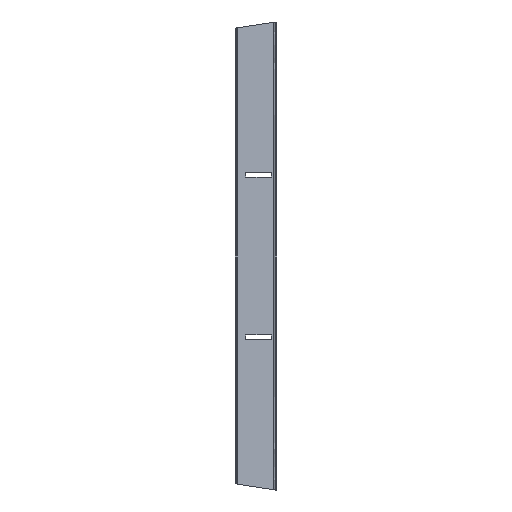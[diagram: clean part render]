
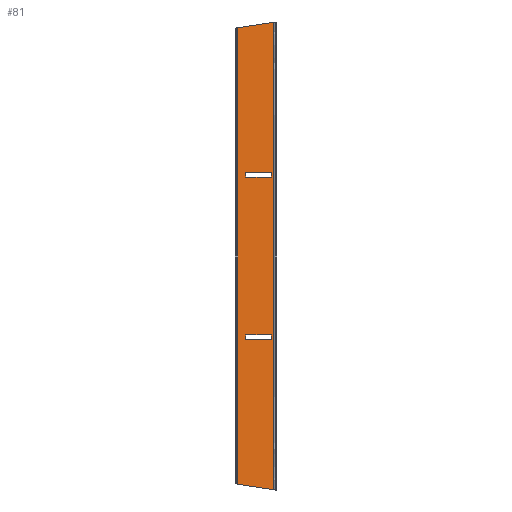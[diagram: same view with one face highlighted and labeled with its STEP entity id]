
A CAD part, left-side view. The second image highlights one B-rep face of the part: STEP entity #81.
In plain terms, the highlighted free-form (B-spline) face has degree [1, 1] with [2, 2] control points.
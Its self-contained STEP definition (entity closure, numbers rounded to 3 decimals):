
#11 = VERTEX_POINT ( 'NONE', #1246 ) ;
#15 = CARTESIAN_POINT ( 'NONE',  ( 310918.525, -56860.972, 1390. ) ) ;
#18 = EDGE_CURVE ( 'NONE', #654, #283, #340, .T. ) ;
#75 = CARTESIAN_POINT ( 'NONE',  ( 310920.089, -56870.849, 1997.994 ) ) ;
#81 = ADVANCED_FACE ( 'NONE', ( #870, #1068, #880 ), #511, .F. ) ;
#83 = EDGE_CURVE ( 'NONE', #11, #1056, #1009, .T. ) ;
#93 = CARTESIAN_POINT ( 'NONE',  ( 310918.525, -56860.972, 710. ) ) ;
#95 = CARTESIAN_POINT ( 'NONE',  ( 310896.965, -56724.849, 124.889 ) ) ;
#108 = CARTESIAN_POINT ( 'NONE',  ( 310896.965, -56724.849, 1975.111 ) ) ;
#116 = CARTESIAN_POINT ( 'NONE',  ( 310902.099, -56757.265, 1390. ) ) ;
#117 = VERTEX_POINT ( 'NONE', #457 ) ;
#125 = B_SPLINE_CURVE_WITH_KNOTS ( 'NONE', 1,
 ( #116, #1064 ),
 .UNSPECIFIED., .F., .F.,
 ( 2, 2 ),
 ( 0., 1. ),
 .UNSPECIFIED. ) ;
#150 = EDGE_CURVE ( 'NONE', #1099, #287, #382, .T. ) ;
#152 = CARTESIAN_POINT ( 'NONE',  ( 310902.099, -56757.265, 1390. ) ) ;
#165 = CARTESIAN_POINT ( 'NONE',  ( 310918.525, -56860.972, 730. ) ) ;
#181 = CARTESIAN_POINT ( 'NONE',  ( 310896.965, -56724.849, 124.889 ) ) ;
#186 = ORIENTED_EDGE ( 'NONE', *, *, #943, .F. ) ;
#214 = CARTESIAN_POINT ( 'NONE',  ( 310896.965, -56724.849, 1975.111 ) ) ;
#224 = ORIENTED_EDGE ( 'NONE', *, *, #638, .F. ) ;
#227 = EDGE_LOOP ( 'NONE', ( #294, #558, #1063, #186 ) ) ;
#231 = VERTEX_POINT ( 'NONE', #1087 ) ;
#232 = CARTESIAN_POINT ( 'NONE',  ( 310920.089, -56870.849, 1997.994 ) ) ;
#246 = ORIENTED_EDGE ( 'NONE', *, *, #18, .F. ) ;
#250 = CARTESIAN_POINT ( 'NONE',  ( 310907.574, -56791.834, 730. ) ) ;
#260 = CARTESIAN_POINT ( 'NONE',  ( 310920.089, -56870.849, 1997.994 ) ) ;
#283 = VERTEX_POINT ( 'NONE', #95 ) ;
#287 = VERTEX_POINT ( 'NONE', #516 ) ;
#294 = ORIENTED_EDGE ( 'NONE', *, *, #778, .F. ) ;
#302 = B_SPLINE_CURVE_WITH_KNOTS ( 'NONE', 1,
 ( #181, #108 ),
 .UNSPECIFIED., .F., .F.,
 ( 2, 2 ),
 ( -1., 0. ),
 .UNSPECIFIED. ) ;
#321 = CARTESIAN_POINT ( 'NONE',  ( 310918.525, -56860.972, 1370. ) ) ;
#340 = B_SPLINE_CURVE_WITH_KNOTS ( 'NONE', 1,
 ( #1039, #544 ),
 .UNSPECIFIED., .F., .F.,
 ( 2, 2 ),
 ( 0., 1. ),
 .UNSPECIFIED. ) ;
#367 = CARTESIAN_POINT ( 'NONE',  ( 310896.965, -56724.849, 102.006 ) ) ;
#377 = ORIENTED_EDGE ( 'NONE', *, *, #1055, .F. ) ;
#382 = B_SPLINE_CURVE_WITH_KNOTS ( 'NONE', 3,
 ( #677, #477, #1074, #857 ),
 .UNSPECIFIED., .F., .F.,
 ( 4, 4 ),
 ( 0., 1. ),
 .UNSPECIFIED. ) ;
#423 = EDGE_CURVE ( 'NONE', #1030, #541, #519, .T. ) ;
#451 = CARTESIAN_POINT ( 'NONE',  ( 310902.099, -56757.265, 730. ) ) ;
#457 = CARTESIAN_POINT ( 'NONE',  ( 310902.099, -56757.265, 1370. ) ) ;
#464 = CARTESIAN_POINT ( 'NONE',  ( 310918.525, -56860.972, 1370. ) ) ;
#475 = CARTESIAN_POINT ( 'NONE',  ( 310918.525, -56860.972, 1370. ) ) ;
#477 = CARTESIAN_POINT ( 'NONE',  ( 310907.574, -56791.834, 710. ) ) ;
#500 = B_SPLINE_CURVE_WITH_KNOTS ( 'NONE', 3,
 ( #981, #890, #1306, #152 ),
 .UNSPECIFIED., .F., .F.,
 ( 4, 4 ),
 ( 0., 1. ),
 .UNSPECIFIED. ) ;
#511 = B_SPLINE_SURFACE_WITH_KNOTS ( 'NONE', 1, 1, ( 
 ( #590, #260 ),
 ( #367, #571 ) ),
 .UNSPECIFIED., .F., .F., .F.,
 ( 2, 2 ),
 ( 2, 2 ),
 ( 0., 1. ),
 ( 0., 1. ),
 .UNSPECIFIED. ) ;
#516 = CARTESIAN_POINT ( 'NONE',  ( 310918.525, -56860.972, 710. ) ) ;
#519 = B_SPLINE_CURVE_WITH_KNOTS ( 'NONE', 1,
 ( #214, #75 ),
 .UNSPECIFIED., .F., .F.,
 ( 2, 2 ),
 ( 0., 1. ),
 .UNSPECIFIED. ) ;
#532 = CARTESIAN_POINT ( 'NONE',  ( 310902.099, -56757.265, 710. ) ) ;
#540 = EDGE_CURVE ( 'NONE', #1056, #1099, #1239, .T. ) ;
#541 = VERTEX_POINT ( 'NONE', #560 ) ;
#544 = CARTESIAN_POINT ( 'NONE',  ( 310896.965, -56724.849, 124.889 ) ) ;
#558 = ORIENTED_EDGE ( 'NONE', *, *, #765, .F. ) ;
#560 = CARTESIAN_POINT ( 'NONE',  ( 310920.089, -56870.849, 1997.994 ) ) ;
#571 = CARTESIAN_POINT ( 'NONE',  ( 310896.965, -56724.849, 1997.994 ) ) ;
#590 = CARTESIAN_POINT ( 'NONE',  ( 310920.089, -56870.849, 102.006 ) ) ;
#601 = VERTEX_POINT ( 'NONE', #464 ) ;
#618 = EDGE_LOOP ( 'NONE', ( #224, #1253, #1255, #1148 ) ) ;
#638 = EDGE_CURVE ( 'NONE', #287, #11, #782, .T. ) ;
#644 = CARTESIAN_POINT ( 'NONE',  ( 310920.089, -56870.849, 102.006 ) ) ;
#649 = CARTESIAN_POINT ( 'NONE',  ( 310896.965, -56724.849, 1975.111 ) ) ;
#654 = VERTEX_POINT ( 'NONE', #1018 ) ;
#664 = EDGE_CURVE ( 'NONE', #283, #1030, #302, .T. ) ;
#677 = CARTESIAN_POINT ( 'NONE',  ( 310902.099, -56757.265, 710. ) ) ;
#700 = CARTESIAN_POINT ( 'NONE',  ( 310918.525, -56860.972, 730. ) ) ;
#713 = ORIENTED_EDGE ( 'NONE', *, *, #423, .F. ) ;
#738 = ORIENTED_EDGE ( 'NONE', *, *, #664, .F. ) ;
#755 = CARTESIAN_POINT ( 'NONE',  ( 310902.099, -56757.265, 710. ) ) ;
#765 = EDGE_CURVE ( 'NONE', #601, #1157, #1044, .T. ) ;
#778 = EDGE_CURVE ( 'NONE', #1157, #231, #500, .T. ) ;
#782 = B_SPLINE_CURVE_WITH_KNOTS ( 'NONE', 1,
 ( #93, #700 ),
 .UNSPECIFIED., .F., .F.,
 ( 2, 2 ),
 ( 0., 1. ),
 .UNSPECIFIED. ) ;
#829 = CARTESIAN_POINT ( 'NONE',  ( 310902.099, -56757.265, 1370. ) ) ;
#857 = CARTESIAN_POINT ( 'NONE',  ( 310918.525, -56860.972, 710. ) ) ;
#864 = CARTESIAN_POINT ( 'NONE',  ( 310902.099, -56757.265, 730. ) ) ;
#870 = FACE_BOUND ( 'NONE', #227, .T. ) ;
#880 = FACE_OUTER_BOUND ( 'NONE', #1002, .T. ) ;
#888 = EDGE_CURVE ( 'NONE', #117, #601, #1272, .T. ) ;
#890 = CARTESIAN_POINT ( 'NONE',  ( 310913.05, -56826.403, 1390. ) ) ;
#943 = EDGE_CURVE ( 'NONE', #231, #117, #125, .T. ) ;
#981 = CARTESIAN_POINT ( 'NONE',  ( 310918.525, -56860.972, 1390. ) ) ;
#983 = CARTESIAN_POINT ( 'NONE',  ( 310913.05, -56826.403, 730. ) ) ;
#997 = CARTESIAN_POINT ( 'NONE',  ( 310918.525, -56860.972, 1390. ) ) ;
#1002 = EDGE_LOOP ( 'NONE', ( #377, #713, #738, #246 ) ) ;
#1009 = B_SPLINE_CURVE_WITH_KNOTS ( 'NONE', 3,
 ( #165, #983, #250, #864 ),
 .UNSPECIFIED., .F., .F.,
 ( 4, 4 ),
 ( 0., 1. ),
 .UNSPECIFIED. ) ;
#1011 = CARTESIAN_POINT ( 'NONE',  ( 310907.574, -56791.834, 1370. ) ) ;
#1018 = CARTESIAN_POINT ( 'NONE',  ( 310920.089, -56870.849, 102.006 ) ) ;
#1030 = VERTEX_POINT ( 'NONE', #649 ) ;
#1039 = CARTESIAN_POINT ( 'NONE',  ( 310920.089, -56870.849, 102.006 ) ) ;
#1044 = B_SPLINE_CURVE_WITH_KNOTS ( 'NONE', 1,
 ( #475, #997 ),
 .UNSPECIFIED., .F., .F.,
 ( 2, 2 ),
 ( 0., 1. ),
 .UNSPECIFIED. ) ;
#1053 = CARTESIAN_POINT ( 'NONE',  ( 310902.099, -56757.265, 730. ) ) ;
#1055 = EDGE_CURVE ( 'NONE', #541, #654, #1156, .T. ) ;
#1056 = VERTEX_POINT ( 'NONE', #1053 ) ;
#1063 = ORIENTED_EDGE ( 'NONE', *, *, #888, .F. ) ;
#1064 = CARTESIAN_POINT ( 'NONE',  ( 310902.099, -56757.265, 1370. ) ) ;
#1068 = FACE_BOUND ( 'NONE', #618, .T. ) ;
#1074 = CARTESIAN_POINT ( 'NONE',  ( 310913.05, -56826.403, 710. ) ) ;
#1087 = CARTESIAN_POINT ( 'NONE',  ( 310902.099, -56757.265, 1390. ) ) ;
#1099 = VERTEX_POINT ( 'NONE', #532 ) ;
#1148 = ORIENTED_EDGE ( 'NONE', *, *, #83, .F. ) ;
#1156 = B_SPLINE_CURVE_WITH_KNOTS ( 'NONE', 1,
 ( #232, #644 ),
 .UNSPECIFIED., .F., .F.,
 ( 2, 2 ),
 ( -1., 0. ),
 .UNSPECIFIED. ) ;
#1157 = VERTEX_POINT ( 'NONE', #15 ) ;
#1239 = B_SPLINE_CURVE_WITH_KNOTS ( 'NONE', 1,
 ( #451, #755 ),
 .UNSPECIFIED., .F., .F.,
 ( 2, 2 ),
 ( 0., 1. ),
 .UNSPECIFIED. ) ;
#1246 = CARTESIAN_POINT ( 'NONE',  ( 310918.525, -56860.972, 730. ) ) ;
#1247 = CARTESIAN_POINT ( 'NONE',  ( 310913.05, -56826.403, 1370. ) ) ;
#1253 = ORIENTED_EDGE ( 'NONE', *, *, #150, .F. ) ;
#1255 = ORIENTED_EDGE ( 'NONE', *, *, #540, .F. ) ;
#1272 = B_SPLINE_CURVE_WITH_KNOTS ( 'NONE', 3,
 ( #829, #1011, #1247, #321 ),
 .UNSPECIFIED., .F., .F.,
 ( 4, 4 ),
 ( 0., 1. ),
 .UNSPECIFIED. ) ;
#1306 = CARTESIAN_POINT ( 'NONE',  ( 310907.574, -56791.834, 1390. ) ) ;
